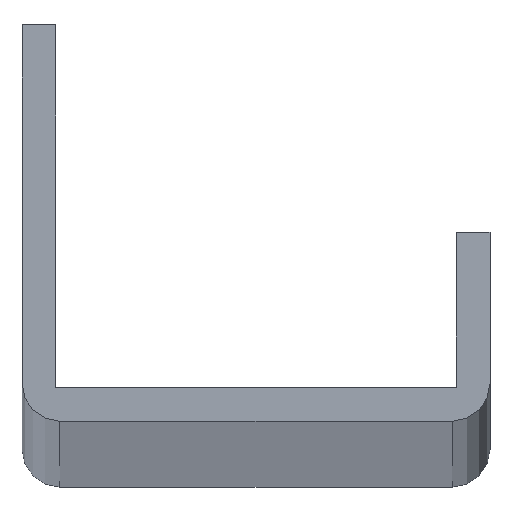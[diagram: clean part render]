
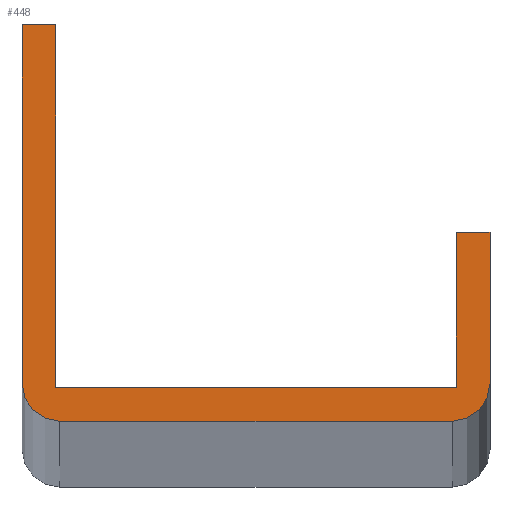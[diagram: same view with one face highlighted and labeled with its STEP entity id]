
A CAD part, top view. The second image highlights one B-rep face of the part: STEP entity #448.
In plain terms, the highlighted planar face has unit normal (0, 0, 1).
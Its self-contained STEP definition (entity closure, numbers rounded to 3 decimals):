
#181=CARTESIAN_POINT('',(2.,2.,1000.));
#182=DIRECTION('',(0.,0.,1.));
#183=DIRECTION('',(-1.,0.,0.));
#184=AXIS2_PLACEMENT_3D('',#181,#182,#183);
#186=DIRECTION('',(0.,-1.,0.));
#187=VECTOR('',#186,19.);
#188=CARTESIAN_POINT('',(0.,21.,1000.));
#189=LINE('',#188,#187);
#190=DIRECTION('',(-1.,0.,0.));
#191=VECTOR('',#190,1.8);
#192=CARTESIAN_POINT('',(1.8,21.,1000.));
#193=LINE('',#192,#191);
#194=DIRECTION('',(0.,1.,0.));
#195=VECTOR('',#194,19.2);
#196=CARTESIAN_POINT('',(1.8,1.8,1000.));
#197=LINE('',#196,#195);
#198=DIRECTION('',(-1.,0.,0.));
#199=VECTOR('',#198,21.2);
#200=CARTESIAN_POINT('',(23.,1.8,1000.));
#201=LINE('',#200,#199);
#202=DIRECTION('',(0.,-1.,0.));
#203=VECTOR('',#202,8.2);
#204=CARTESIAN_POINT('',(23.,10.,1000.));
#205=LINE('',#204,#203);
#206=DIRECTION('',(-1.,0.,0.));
#207=VECTOR('',#206,1.8);
#208=CARTESIAN_POINT('',(24.8,10.,1000.));
#209=LINE('',#208,#207);
#210=DIRECTION('',(0.,1.,0.));
#211=VECTOR('',#210,8.);
#212=CARTESIAN_POINT('',(24.8,2.,1000.));
#213=LINE('',#212,#211);
#214=CARTESIAN_POINT('',(22.8,2.,1000.));
#215=DIRECTION('',(0.,0.,1.));
#216=DIRECTION('',(0.,-1.,0.));
#217=AXIS2_PLACEMENT_3D('',#214,#215,#216);
#219=DIRECTION('',(1.,0.,0.));
#220=VECTOR('',#219,20.8);
#221=CARTESIAN_POINT('',(2.,0.,1000.));
#222=LINE('',#221,#220);
#235=CARTESIAN_POINT('',(24.8,10.,1000.));
#236=CARTESIAN_POINT('',(23.,10.,1000.));
#237=VERTEX_POINT('',#235);
#238=VERTEX_POINT('',#236);
#239=CARTESIAN_POINT('',(23.,1.8,1000.));
#240=VERTEX_POINT('',#239);
#241=CARTESIAN_POINT('',(1.8,1.8,1000.));
#242=VERTEX_POINT('',#241);
#243=CARTESIAN_POINT('',(1.8,21.,1000.));
#244=VERTEX_POINT('',#243);
#245=CARTESIAN_POINT('',(0.,21.,1000.));
#246=VERTEX_POINT('',#245);
#251=CARTESIAN_POINT('',(0.,2.,1000.));
#252=VERTEX_POINT('',#251);
#253=CARTESIAN_POINT('',(2.,0.,1000.));
#254=VERTEX_POINT('',#253);
#259=CARTESIAN_POINT('',(22.8,0.,1000.));
#260=VERTEX_POINT('',#259);
#261=CARTESIAN_POINT('',(24.8,2.,1000.));
#262=VERTEX_POINT('',#261);
#431=CARTESIAN_POINT('',(0.,0.,1000.));
#432=DIRECTION('',(0.,0.,1.));
#433=DIRECTION('',(1.,0.,0.));
#434=AXIS2_PLACEMENT_3D('',#431,#432,#433);
#435=PLANE('',#434);
#436=ORIENTED_EDGE('',*,*,#299,.F.);
#437=ORIENTED_EDGE('',*,*,#315,.F.);
#438=ORIENTED_EDGE('',*,*,#328,.F.);
#439=ORIENTED_EDGE('',*,*,#342,.F.);
#440=ORIENTED_EDGE('',*,*,#356,.F.);
#441=ORIENTED_EDGE('',*,*,#370,.F.);
#442=ORIENTED_EDGE('',*,*,#384,.F.);
#443=ORIENTED_EDGE('',*,*,#397,.F.);
#444=ORIENTED_EDGE('',*,*,#412,.F.);
#445=ORIENTED_EDGE('',*,*,#424,.F.);
#446=EDGE_LOOP('',(#436,#437,#438,#439,#440,#441,#442,#443,#444,#445));
#447=FACE_OUTER_BOUND('',#446,.F.);
#185=CIRCLE('',#184,2.);
#218=CIRCLE('',#217,2.);
#299=EDGE_CURVE('',#252,#254,#185,.T.);
#315=EDGE_CURVE('',#246,#252,#189,.T.);
#328=EDGE_CURVE('',#244,#246,#193,.T.);
#342=EDGE_CURVE('',#242,#244,#197,.T.);
#356=EDGE_CURVE('',#240,#242,#201,.T.);
#370=EDGE_CURVE('',#238,#240,#205,.T.);
#384=EDGE_CURVE('',#237,#238,#209,.T.);
#397=EDGE_CURVE('',#262,#237,#213,.T.);
#412=EDGE_CURVE('',#260,#262,#218,.T.);
#424=EDGE_CURVE('',#254,#260,#222,.T.);
#448=ADVANCED_FACE('',(#447),#435,.T.);
